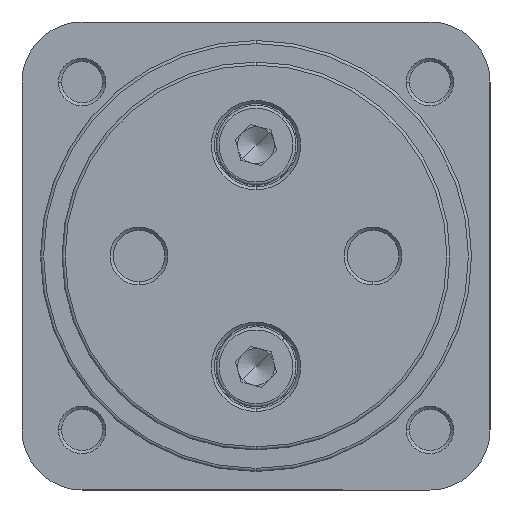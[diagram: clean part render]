
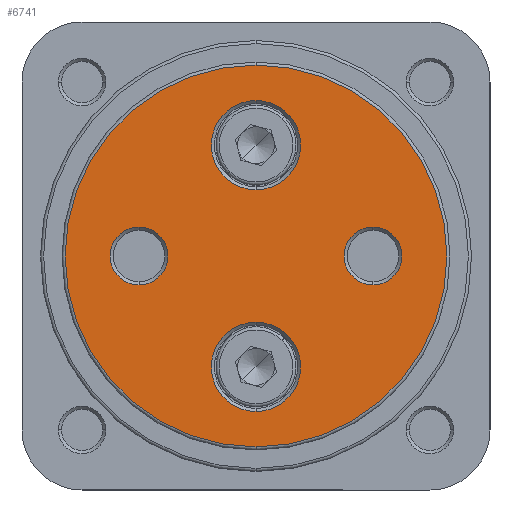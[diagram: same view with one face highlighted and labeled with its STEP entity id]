
A CAD part, left-side view. The second image highlights one B-rep face of the part: STEP entity #6741.
In plain terms, the highlighted planar face has unit normal (-1, 0, 0).
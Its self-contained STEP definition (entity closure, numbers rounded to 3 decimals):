
#48 = VERTEX_POINT ( 'NONE', #443 ) ;
#207 = VERTEX_POINT ( 'NONE', #685 ) ;
#208 = VERTEX_POINT ( 'NONE', #682 ) ;
#216 = VERTEX_POINT ( 'NONE', #689 ) ;
#218 = VERTEX_POINT ( 'NONE', #692 ) ;
#235 = VERTEX_POINT ( 'NONE', #543 ) ;
#260 = VERTEX_POINT ( 'NONE', #386 ) ;
#300 = VERTEX_POINT ( 'NONE', #3308 ) ;
#307 = VERTEX_POINT ( 'NONE', #3338 ) ;
#335 = VERTEX_POINT ( 'NONE', #3976 ) ;
#386 = CARTESIAN_POINT ( 'NONE',  ( 0., 0., -25.25 ) ) ;
#443 = CARTESIAN_POINT ( 'NONE',  ( 0., 0., -31. ) ) ;
#543 = CARTESIAN_POINT ( 'NONE',  ( 0., 0., 10.75 ) ) ;
#667 = DIRECTION ( 'NONE',  ( 0., 0., -1. ) ) ;
#682 = CARTESIAN_POINT ( 'NONE',  ( 0., 19., -4.7 ) ) ;
#685 = CARTESIAN_POINT ( 'NONE',  ( 0., 19., 4.7 ) ) ;
#689 = CARTESIAN_POINT ( 'NONE',  ( 0., 0., 25.25 ) ) ;
#692 = CARTESIAN_POINT ( 'NONE',  ( 0., -19., -4.7 ) ) ;
#757 = AXIS2_PLACEMENT_3D ( 'NONE', #6294, #6301, #6302 ) ;
#1925 = CARTESIAN_POINT ( 'NONE',  ( 0., -19., 0. ) ) ;
#2523 = FACE_OUTER_BOUND ( 'NONE', #6827, .T. ) ;
#2524 = FACE_BOUND ( 'NONE', #4036, .T. ) ;
#2526 = FACE_BOUND ( 'NONE', #6823, .T. ) ;
#2528 = FACE_BOUND ( 'NONE', #7047, .T. ) ;
#2530 = FACE_BOUND ( 'NONE', #6838, .T. ) ;
#3308 = CARTESIAN_POINT ( 'NONE',  ( 0., 0., -10.75 ) ) ;
#3338 = CARTESIAN_POINT ( 'NONE',  ( 0., 0., 31. ) ) ;
#3427 = EDGE_CURVE ( 'NONE', #307, #48, #8180, .T. ) ;
#3514 = DIRECTION ( 'NONE',  ( -1., 0., 0. ) ) ;
#3552 = DIRECTION ( 'NONE',  ( 1., 0., 0. ) ) ;
#3580 = DIRECTION ( 'NONE',  ( 0., 0., -1. ) ) ;
#3610 = CARTESIAN_POINT ( 'NONE',  ( 0., 0., 0. ) ) ;
#3616 = CARTESIAN_POINT ( 'NONE',  ( 0., 0., -18. ) ) ;
#3624 = CARTESIAN_POINT ( 'NONE',  ( 0., 0., 0. ) ) ;
#3628 = DIRECTION ( 'NONE',  ( -1., 0., 0. ) ) ;
#3629 = DIRECTION ( 'NONE',  ( 0., 0., -1. ) ) ;
#3631 = DIRECTION ( 'NONE',  ( 0., 0., -1. ) ) ;
#3646 = DIRECTION ( 'NONE',  ( 1., 0., 0. ) ) ;
#3659 = CARTESIAN_POINT ( 'NONE',  ( 0., 19., 0. ) ) ;
#3734 = DIRECTION ( 'NONE',  ( 0., 0., -1. ) ) ;
#3740 = DIRECTION ( 'NONE',  ( 0., 0., -1. ) ) ;
#3857 = CARTESIAN_POINT ( 'NONE',  ( 0., 0., 18. ) ) ;
#3881 = DIRECTION ( 'NONE',  ( 1., 0., 0. ) ) ;
#3976 = CARTESIAN_POINT ( 'NONE',  ( 0., -19., 4.7 ) ) ;
#4036 = EDGE_LOOP ( 'NONE', ( #7954, #7158 ) ) ;
#4137 = EDGE_CURVE ( 'NONE', #208, #207, #4879, .T. ) ;
#4139 = EDGE_CURVE ( 'NONE', #235, #216, #4881, .T. ) ;
#4142 = EDGE_CURVE ( 'NONE', #48, #307, #4884, .T. ) ;
#4144 = EDGE_CURVE ( 'NONE', #260, #300, #4886, .T. ) ;
#4204 = EDGE_CURVE ( 'NONE', #218, #335, #4976, .T. ) ;
#4247 = EDGE_CURVE ( 'NONE', #300, #260, #5034, .T. ) ;
#4248 = EDGE_CURVE ( 'NONE', #216, #235, #5036, .T. ) ;
#4261 = EDGE_CURVE ( 'NONE', #207, #208, #5052, .T. ) ;
#4262 = EDGE_CURVE ( 'NONE', #335, #218, #5054, .T. ) ;
#4335 = AXIS2_PLACEMENT_3D ( 'NONE', #3610, #3514, #3740 ) ;
#4357 = AXIS2_PLACEMENT_3D ( 'NONE', #3659, #3552, #3631 ) ;
#4359 = AXIS2_PLACEMENT_3D ( 'NONE', #3857, #3646, #3734 ) ;
#4360 = AXIS2_PLACEMENT_3D ( 'NONE', #3624, #3628, #3629 ) ;
#4362 = AXIS2_PLACEMENT_3D ( 'NONE', #3616, #3881, #3580 ) ;
#4395 = AXIS2_PLACEMENT_3D ( 'NONE', #1925, #5255, #667 ) ;
#4426 = AXIS2_PLACEMENT_3D ( 'NONE', #5363, #5370, #5371 ) ;
#4427 = AXIS2_PLACEMENT_3D ( 'NONE', #5366, #5372, #5373 ) ;
#4431 = AXIS2_PLACEMENT_3D ( 'NONE', #5398, #5405, #5406 ) ;
#4434 = AXIS2_PLACEMENT_3D ( 'NONE', #5401, #5408, #5409 ) ;
#4879 = CIRCLE ( 'NONE', #4357, 4.7 ) ;
#4881 = CIRCLE ( 'NONE', #4359, 7.25 ) ;
#4884 = CIRCLE ( 'NONE', #4360, 31. ) ;
#4886 = CIRCLE ( 'NONE', #4362, 7.25 ) ;
#4976 = CIRCLE ( 'NONE', #4395, 4.7 ) ;
#5034 = CIRCLE ( 'NONE', #4426, 7.25 ) ;
#5036 = CIRCLE ( 'NONE', #4427, 7.25 ) ;
#5052 = CIRCLE ( 'NONE', #4431, 4.7 ) ;
#5054 = CIRCLE ( 'NONE', #4434, 4.7 ) ;
#5255 = DIRECTION ( 'NONE',  ( 1., 0., 0. ) ) ;
#5363 = CARTESIAN_POINT ( 'NONE',  ( 0., 0., -18. ) ) ;
#5366 = CARTESIAN_POINT ( 'NONE',  ( 0., 0., 18. ) ) ;
#5370 = DIRECTION ( 'NONE',  ( 1., 0., 0. ) ) ;
#5371 = DIRECTION ( 'NONE',  ( 0., 0., -1. ) ) ;
#5372 = DIRECTION ( 'NONE',  ( 1., 0., 0. ) ) ;
#5373 = DIRECTION ( 'NONE',  ( 0., 0., -1. ) ) ;
#5398 = CARTESIAN_POINT ( 'NONE',  ( 0., 19., 0. ) ) ;
#5401 = CARTESIAN_POINT ( 'NONE',  ( 0., -19., 0. ) ) ;
#5405 = DIRECTION ( 'NONE',  ( 1., 0., 0. ) ) ;
#5406 = DIRECTION ( 'NONE',  ( 0., 0., -1. ) ) ;
#5408 = DIRECTION ( 'NONE',  ( 1., 0., 0. ) ) ;
#5409 = DIRECTION ( 'NONE',  ( 0., 0., -1. ) ) ;
#6294 = CARTESIAN_POINT ( 'NONE',  ( 0., 0., 0. ) ) ;
#6298 = PLANE ( 'NONE',  #757 ) ;
#6301 = DIRECTION ( 'NONE',  ( 1., 0., 0. ) ) ;
#6302 = DIRECTION ( 'NONE',  ( 0., 0., -1. ) ) ;
#6741 = ADVANCED_FACE ( 'NONE', ( #2523, #2526, #2528, #2530, #2524 ), #6298, .F. ) ;
#6823 = EDGE_LOOP ( 'NONE', ( #8084, #8117 ) ) ;
#6827 = EDGE_LOOP ( 'NONE', ( #7955, #7947 ) ) ;
#6838 = EDGE_LOOP ( 'NONE', ( #8081, #7104 ) ) ;
#7047 = EDGE_LOOP ( 'NONE', ( #8138, #7338 ) ) ;
#7104 = ORIENTED_EDGE ( 'NONE', *, *, #4204, .T. ) ;
#7158 = ORIENTED_EDGE ( 'NONE', *, *, #4137, .T. ) ;
#7338 = ORIENTED_EDGE ( 'NONE', *, *, #4139, .T. ) ;
#7947 = ORIENTED_EDGE ( 'NONE', *, *, #3427, .T. ) ;
#7954 = ORIENTED_EDGE ( 'NONE', *, *, #4261, .T. ) ;
#7955 = ORIENTED_EDGE ( 'NONE', *, *, #4142, .T. ) ;
#8081 = ORIENTED_EDGE ( 'NONE', *, *, #4262, .T. ) ;
#8084 = ORIENTED_EDGE ( 'NONE', *, *, #4247, .T. ) ;
#8117 = ORIENTED_EDGE ( 'NONE', *, *, #4144, .T. ) ;
#8138 = ORIENTED_EDGE ( 'NONE', *, *, #4248, .T. ) ;
#8180 = CIRCLE ( 'NONE', #4335, 31. ) ;
